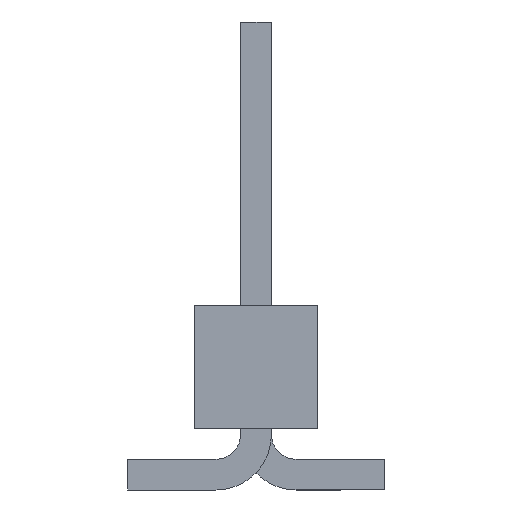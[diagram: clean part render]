
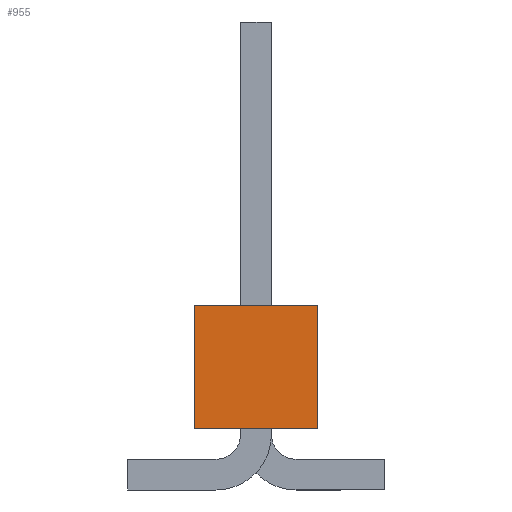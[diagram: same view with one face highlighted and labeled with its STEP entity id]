
A CAD part, left-side view. The second image highlights one B-rep face of the part: STEP entity #955.
In plain terms, the highlighted planar face has unit normal (-1, 0, 0).
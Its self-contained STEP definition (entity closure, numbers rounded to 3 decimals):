
#202 = VERTEX_POINT('',#203);
#203 = CARTESIAN_POINT('',(-5.08,1.27,-1.27));
#209 = EDGE_CURVE('',#202,#210,#212,.T.);
#210 = VERTEX_POINT('',#211);
#211 = CARTESIAN_POINT('',(-5.08,1.27,1.27));
#212 = LINE('',#213,#214);
#213 = CARTESIAN_POINT('',(-5.08,1.27,-1.27));
#214 = VECTOR('',#215,1.);
#215 = DIRECTION('',(0.,0.,1.));
#754 = VERTEX_POINT('',#755);
#755 = CARTESIAN_POINT('',(-5.08,-1.27,1.27));
#761 = EDGE_CURVE('',#762,#754,#764,.T.);
#762 = VERTEX_POINT('',#763);
#763 = CARTESIAN_POINT('',(-5.08,-1.27,-1.27));
#764 = LINE('',#765,#766);
#765 = CARTESIAN_POINT('',(-5.08,-1.27,-1.27));
#766 = VECTOR('',#767,1.);
#767 = DIRECTION('',(0.,0.,1.));
#790 = EDGE_CURVE('',#202,#762,#791,.T.);
#791 = LINE('',#792,#793);
#792 = CARTESIAN_POINT('',(-5.08,1.27,-1.27));
#793 = VECTOR('',#794,1.);
#794 = DIRECTION('',(0.,-1.,0.));
#944 = EDGE_CURVE('',#210,#754,#945,.T.);
#945 = LINE('',#946,#947);
#946 = CARTESIAN_POINT('',(-5.08,1.27,1.27));
#947 = VECTOR('',#948,1.);
#948 = DIRECTION('',(0.,-1.,0.));
#955 = ADVANCED_FACE('',(#956),#962,.F.);
#956 = FACE_BOUND('',#957,.T.);
#957 = EDGE_LOOP('',(#958,#959,#960,#961));
#958 = ORIENTED_EDGE('',*,*,#761,.T.);
#959 = ORIENTED_EDGE('',*,*,#944,.F.);
#960 = ORIENTED_EDGE('',*,*,#209,.F.);
#961 = ORIENTED_EDGE('',*,*,#790,.T.);
#962 = PLANE('',#963);
#963 = AXIS2_PLACEMENT_3D('',#964,#965,#966);
#964 = CARTESIAN_POINT('',(-5.08,1.27,-1.27));
#965 = DIRECTION('',(1.,0.,0.));
#966 = DIRECTION('',(0.,0.,-1.));
